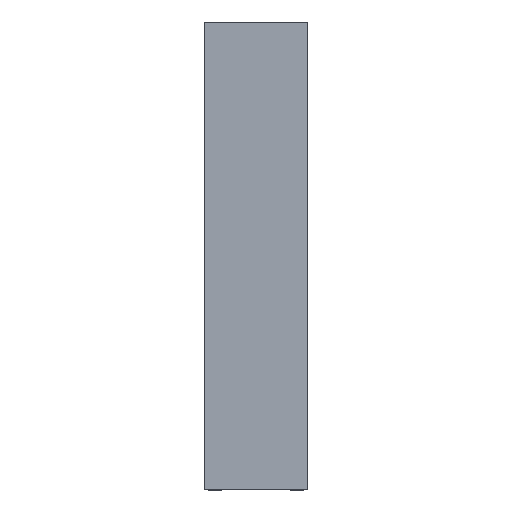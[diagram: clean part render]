
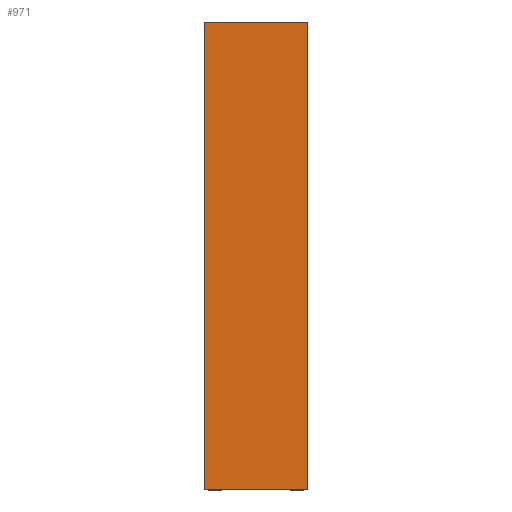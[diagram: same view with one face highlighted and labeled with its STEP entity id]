
A CAD part, top view. The second image highlights one B-rep face of the part: STEP entity #971.
In plain terms, the highlighted planar face has unit normal (0, 0, 1).
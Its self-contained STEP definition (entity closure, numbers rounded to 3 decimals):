
#944=AXIS2_PLACEMENT_3D('Plane Axis2P3D',#941,#942,#943) ;
#436=CARTESIAN_POINT('Vertex',(-0.2,24.4,4.9)) ;
#439=CARTESIAN_POINT('Line Origine',(2.5,24.4,4.9)) ;
#443=CARTESIAN_POINT('Vertex',(5.2,24.4,4.9)) ;
#941=CARTESIAN_POINT('Axis2P3D Location',(-0.2,12.2,4.9)) ;
#946=CARTESIAN_POINT('Line Origine',(5.2,12.2,4.9)) ;
#950=CARTESIAN_POINT('Vertex',(5.2,0.,4.9)) ;
#953=CARTESIAN_POINT('Line Origine',(-0.2,12.2,4.9)) ;
#957=CARTESIAN_POINT('Vertex',(-0.2,0.,4.9)) ;
#960=CARTESIAN_POINT('Line Origine',(2.5,0.,4.9)) ;
#440=DIRECTION('Vector Direction',(1.,0.,0.)) ;
#942=DIRECTION('Axis2P3D Direction',(0.,0.,-1.)) ;
#943=DIRECTION('Axis2P3D XDirection',(1.,0.,0.)) ;
#947=DIRECTION('Vector Direction',(0.,-1.,0.)) ;
#954=DIRECTION('Vector Direction',(0.,-1.,0.)) ;
#961=DIRECTION('Vector Direction',(1.,0.,0.)) ;
#441=VECTOR('Line Direction',#440,1.) ;
#948=VECTOR('Line Direction',#947,1.) ;
#955=VECTOR('Line Direction',#954,1.) ;
#962=VECTOR('Line Direction',#961,1.) ;
#966=ORIENTED_EDGE('',*,*,#952,.F.) ;
#967=ORIENTED_EDGE('',*,*,#445,.T.) ;
#968=ORIENTED_EDGE('',*,*,#959,.T.) ;
#969=ORIENTED_EDGE('',*,*,#964,.F.) ;
#971=ADVANCED_FACE('S3D_gedreht',(#970),#945,.F.) ;
#445=EDGE_CURVE('',#444,#437,#442,.F.) ;
#952=EDGE_CURVE('',#444,#951,#949,.T.) ;
#959=EDGE_CURVE('',#437,#958,#956,.T.) ;
#964=EDGE_CURVE('',#951,#958,#963,.F.) ;
#965=EDGE_LOOP('',(#966,#967,#968,#969)) ;
#970=FACE_OUTER_BOUND('',#965,.T.) ;
#442=LINE('Line',#439,#441) ;
#949=LINE('Line',#946,#948) ;
#956=LINE('Line',#953,#955) ;
#963=LINE('Line',#960,#962) ;
#945=PLANE('',#944) ;
#437=VERTEX_POINT('',#436) ;
#444=VERTEX_POINT('',#443) ;
#951=VERTEX_POINT('',#950) ;
#958=VERTEX_POINT('',#957) ;
